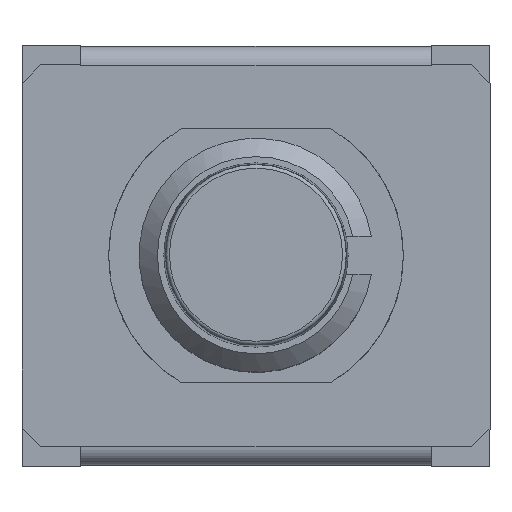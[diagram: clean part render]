
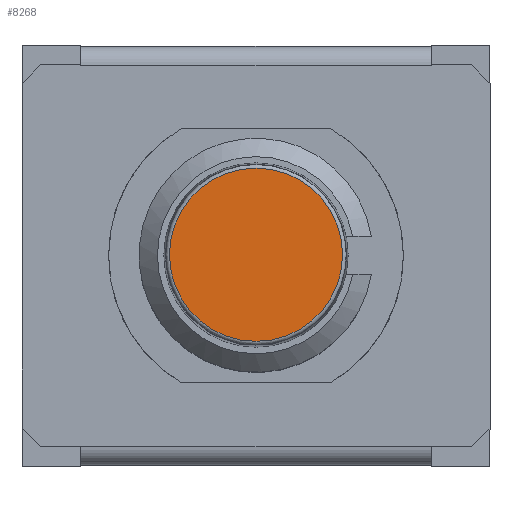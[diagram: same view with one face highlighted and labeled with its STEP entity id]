
A CAD part, top view. The second image highlights one B-rep face of the part: STEP entity #8268.
In plain terms, the highlighted planar face has unit normal (0, 0, 1).
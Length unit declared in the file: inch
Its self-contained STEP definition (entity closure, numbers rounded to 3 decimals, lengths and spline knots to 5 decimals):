
#385=CIRCLE('',#8793,0.09249);
#897=FACE_OUTER_BOUND('',#1368,.T.);
#1368=EDGE_LOOP('',(#6355));
#3688=VERTEX_POINT('',#13722);
#4662=EDGE_CURVE('',#3688,#3688,#385,.T.);
#6355=ORIENTED_EDGE('',*,*,#4662,.F.);
#7925=PLANE('',#8796);
#8268=ADVANCED_FACE('',(#897),#7925,.F.);
#8793=AXIS2_PLACEMENT_3D('',#13724,#10091,#10092);
#8796=AXIS2_PLACEMENT_3D('',#13729,#10098,#10099);
#10091=DIRECTION('center_axis',(0.,0.,
-1.));
#10092=DIRECTION('ref_axis',(-1.,0.,0.));
#10098=DIRECTION('center_axis',(0.,0.,
-1.));
#10099=DIRECTION('ref_axis',(-1.,0.,0.));
#13722=CARTESIAN_POINT('',(0.09249,0.,0.93055));
#13724=CARTESIAN_POINT('Origin',(0.,0.,
0.93055));
#13729=CARTESIAN_POINT('Origin',(0.,0.,
0.93055));
